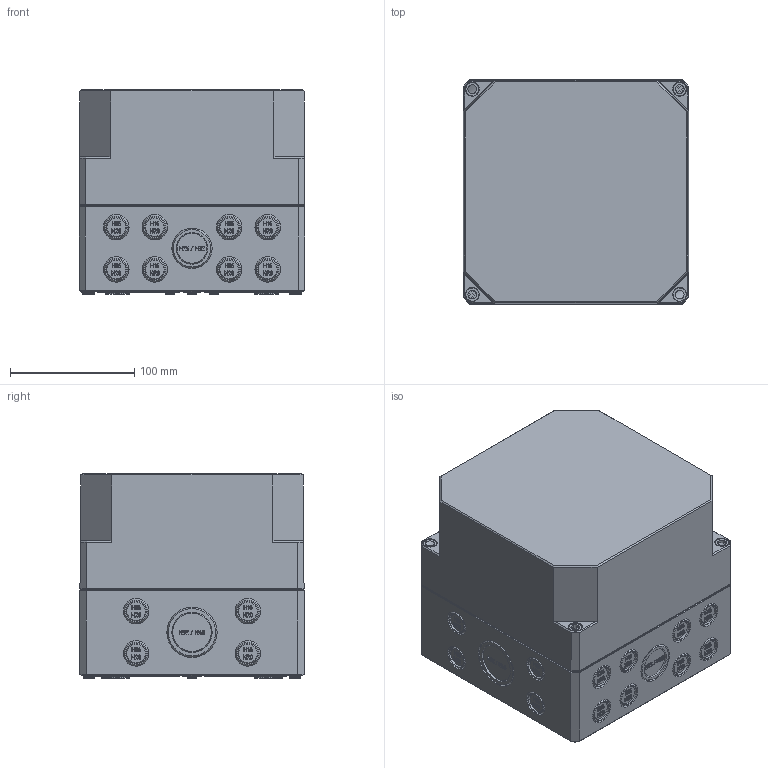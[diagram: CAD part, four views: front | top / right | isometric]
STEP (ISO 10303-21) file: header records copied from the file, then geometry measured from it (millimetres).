
FILE_DESCRIPTION(/* description */ (''),/* implementation_level */ '2;1');
FILE_NAME(/* name */ '0904108870 MBI 181817 MK.stp',/* time_stamp */ '2020-12-17T11:31:36+01:00',/* author */ ('alexander.rose'),/* organization */ (''),/* preprocessor_version */ 'ST-DEVELOPER v17.2',/* originating_system */ 'Autodesk Inventor 2019',/* authorisation */ '');
FILE_SCHEMA (('AUTOMOTIVE_DESIGN { 1 0 10303 214 3 1 1 }'));
Products named in the file (5): 0904108870 MBI 181817 H MK; 0902108892-UT_181872 - KO - Index03; 0903108871-OT_181893 Klar; Schraube _ M10 x 58 _ MBTK -; Dichtung_1818xx
Assembly tree (7 placements, depth 2):
  0904108870 MBI 181817 H MK
    0902108892-UT_181872 - KO - Index03
    0903108871-OT_181893 Klar
    Schraube _ M10 x 58 _ MBTK -  x4
    Dichtung_1818xx
Bounding box: 182 x 180.5 x 164.7 mm (x, y, z)
Volume: 644648.5 mm3; surface area: 397446.3 mm2
Topology: 7 solids, 7 shells, 5859 faces, 15448 edges, 10062 vertices
Faces by surface type: bspline 2473, plane 2343, cylinder 406, torus 310, cone 303, sphere 24
Full cylindrical faces by diameter (mm): 4.5 x4, 5 x4, 5.8 x8, 6 x1, 7 x4, 8.376 x4, 10 x1, 10.5 x4
Entity records: 181523 total; most frequent: CARTESIAN_POINT 58932, ORIENTED_EDGE 29390, DIRECTION 17949, EDGE_CURVE 14695, VERTEX_POINT 9573, LINE 7793, VECTOR 7793, EDGE_LOOP 6046
